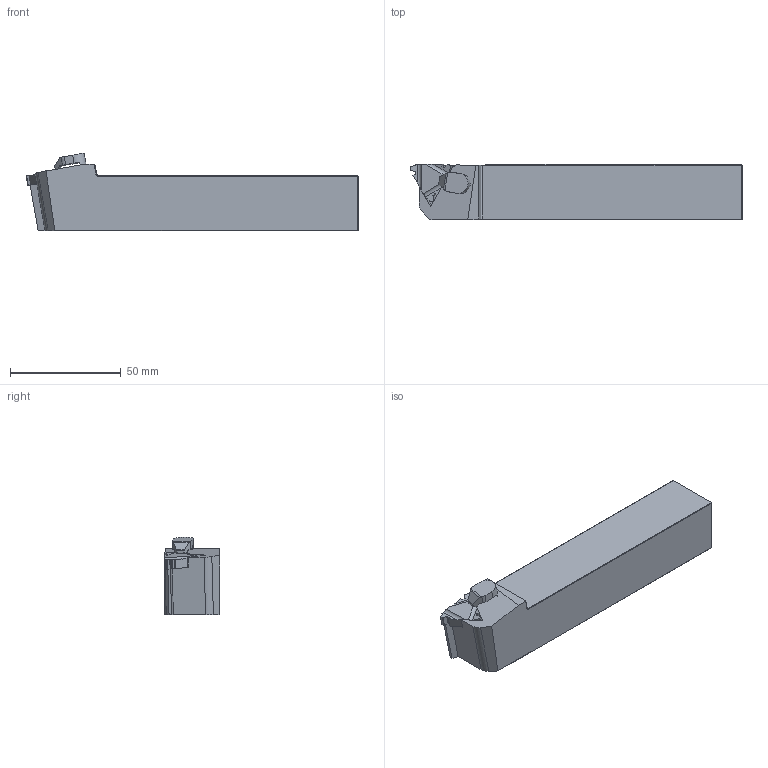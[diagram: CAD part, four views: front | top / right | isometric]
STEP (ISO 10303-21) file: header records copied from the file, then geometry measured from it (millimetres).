
FILE_DESCRIPTION(/* description */ (''),/* implementation_level */ '2;1');
FILE_NAME(/* name */ 'SEL 2525 M22C-T.stp',/* time_stamp */ '2023-10-23T20:50:05+03:00',/* author */ (''),/* organization */ (''),/* preprocessor_version */ 'ST-DEVELOPER v19.4',/* originating_system */ 'SIEMENS PLM Software NX2306.3001',/* authorisation */ '');
FILE_SCHEMA (('AUTOMOTIVE_DESIGN { 1 0 10303 214 3 1 1 1 }'));
Length unit declared in the file: millimetre
Products named in the file (1): SER 2525 M22C-T_objects
Bounding box: 150 x 25.07 x 34.99 mm (x, y, z)
Volume: 91592.6 mm3; surface area: 16808.5 mm2
Topology: 2 solids, 2 shells, 101 faces, 274 edges, 178 vertices
Faces by surface type: plane 68, cylinder 32, cone 1
Entity records: 3530 total; most frequent: CARTESIAN_POINT 578, ORIENTED_EDGE 548, DIRECTION 545, EDGE_CURVE 274, LINE 201, VECTOR 201, VERTEX_POINT 178, AXIS2_PLACEMENT_3D 172
